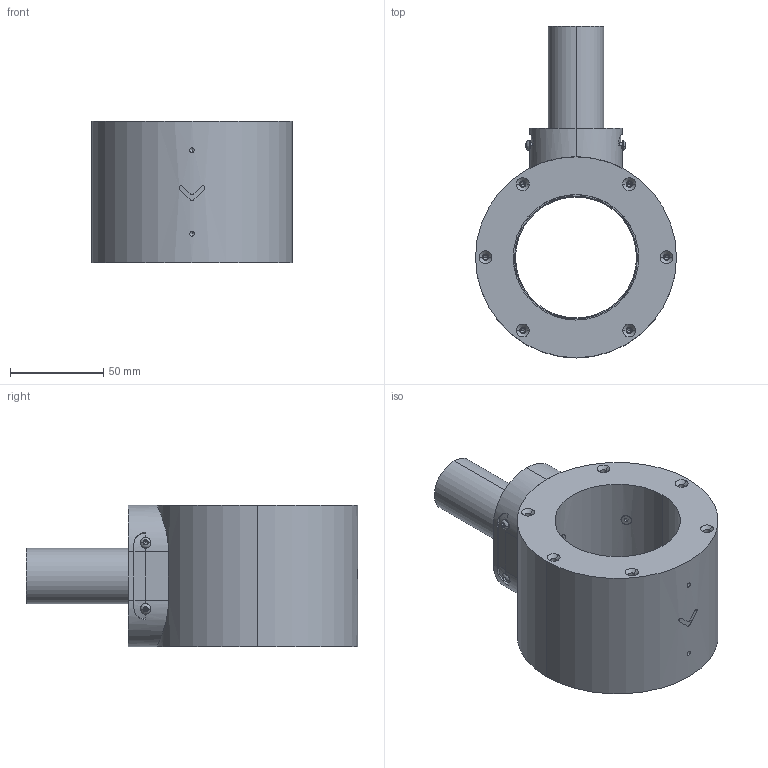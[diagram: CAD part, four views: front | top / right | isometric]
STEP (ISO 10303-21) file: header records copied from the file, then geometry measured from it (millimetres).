
FILE_DESCRIPTION (( 'STEP AP214' ), '1' );
FILE_NAME ('P-065-030-rev-B-ST.STEP', '2021-12-02T09:42:38', ( '' ), ( '' ), 'SwSTEP 2.0', 'SolidWorks 2021', '' );
FILE_SCHEMA (( 'AUTOMOTIVE_DESIGN' ));
Length unit declared in the file: millimetre
Products named in the file (1): P-065-030-rev-B-ST
Bounding box: 108 x 178.36 x 76 mm (x, y, z)
Volume: 515134.7 mm3; surface area: 66342.8 mm2
Topology: 1 solids, 4 shells, 384 faces, 908 edges, 538 vertices
Faces by surface type: plane 123, cylinder 121, cone 107, bspline 18, sphere 8, torus 7
Entity records: 16001 total; most frequent: CARTESIAN_POINT 5123, DIRECTION 1779, ORIENTED_EDGE 1748, EDGE_CURVE 874, AXIS2_PLACEMENT_3D 689, VERTEX_POINT 538, EDGE_LOOP 426, VECTOR 401
